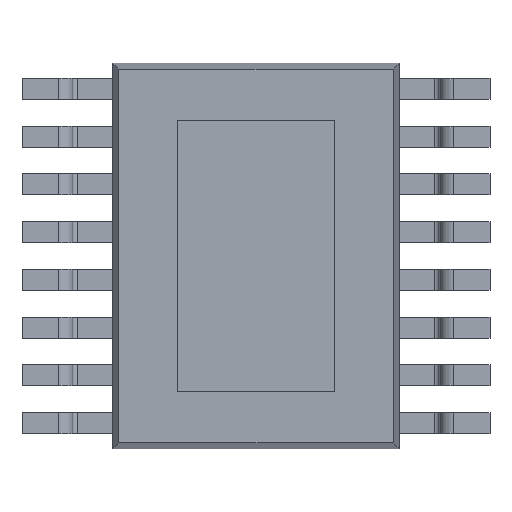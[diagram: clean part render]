
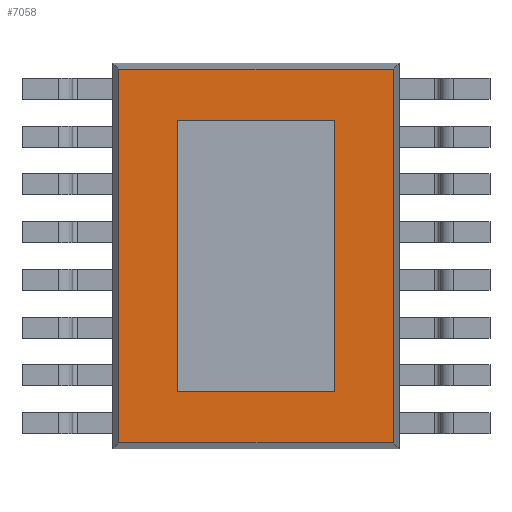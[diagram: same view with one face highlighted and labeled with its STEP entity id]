
A CAD part, front view. The second image highlights one B-rep face of the part: STEP entity #7058.
In plain terms, the highlighted planar face has unit normal (0, -1, 0).
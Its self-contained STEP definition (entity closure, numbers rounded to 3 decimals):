
#159 = EDGE_LOOP ( 'NONE', ( #5971, #1851, #4906, #1358 ) ) ;
#161 = DIRECTION ( 'NONE',  ( 0., -1., 0. ) ) ;
#452 = VECTOR ( 'NONE', #6183, 1000. ) ;
#881 = CARTESIAN_POINT ( 'NONE',  ( 0.826, 0.11, 1.423 ) ) ;
#935 = DIRECTION ( 'NONE',  ( 0., 0., -1. ) ) ;
#1001 = EDGE_CURVE ( 'NONE', #3144, #3805, #1053, .T. ) ;
#1053 = LINE ( 'NONE', #5890, #3397 ) ;
#1202 = LINE ( 'NONE', #881, #452 ) ;
#1240 = VERTEX_POINT ( 'NONE', #2102 ) ;
#1289 = VECTOR ( 'NONE', #935, 1000. ) ;
#1303 = VERTEX_POINT ( 'NONE', #2629 ) ;
#1358 = ORIENTED_EDGE ( 'NONE', *, *, #7406, .T. ) ;
#1418 = CARTESIAN_POINT ( 'NONE',  ( 0., 0.11, 0. ) ) ;
#1653 = EDGE_CURVE ( 'NONE', #1240, #3026, #6243, .T. ) ;
#1771 = VECTOR ( 'NONE', #3896, 1000. ) ;
#1781 = DIRECTION ( 'NONE',  ( 0., 0., 1. ) ) ;
#1815 = CARTESIAN_POINT ( 'NONE',  ( -1.437, 0.11, -1.957 ) ) ;
#1851 = ORIENTED_EDGE ( 'NONE', *, *, #6408, .T. ) ;
#1882 = FACE_BOUND ( 'NONE', #6678, .T. ) ;
#1930 = VECTOR ( 'NONE', #4714, 1000. ) ;
#2102 = CARTESIAN_POINT ( 'NONE',  ( -0.826, 0.11, -1.422 ) ) ;
#2158 = EDGE_CURVE ( 'NONE', #5989, #4849, #4947, .T. ) ;
#2441 = LINE ( 'NONE', #2831, #7001 ) ;
#2535 = PLANE ( 'NONE',  #3985 ) ;
#2560 = ORIENTED_EDGE ( 'NONE', *, *, #3566, .F. ) ;
#2618 = CARTESIAN_POINT ( 'NONE',  ( 1.437, 0.11, -1.957 ) ) ;
#2629 = CARTESIAN_POINT ( 'NONE',  ( -0.826, 0.11, 1.423 ) ) ;
#2831 = CARTESIAN_POINT ( 'NONE',  ( -1.437, 0.11, 2.02 ) ) ;
#3026 = VERTEX_POINT ( 'NONE', #5324 ) ;
#3144 = VERTEX_POINT ( 'NONE', #3170 ) ;
#3170 = CARTESIAN_POINT ( 'NONE',  ( 1.437, 0.11, 1.957 ) ) ;
#3236 = CARTESIAN_POINT ( 'NONE',  ( -0.826, 0.11, -1.422 ) ) ;
#3278 = EDGE_CURVE ( 'NONE', #3026, #5662, #4741, .T. ) ;
#3397 = VECTOR ( 'NONE', #7028, 1000. ) ;
#3566 = EDGE_CURVE ( 'NONE', #1303, #1240, #7052, .T. ) ;
#3801 = CARTESIAN_POINT ( 'NONE',  ( -1.437, 0.11, 1.957 ) ) ;
#3805 = VERTEX_POINT ( 'NONE', #3801 ) ;
#3896 = DIRECTION ( 'NONE',  ( 1., 0., 0. ) ) ;
#3985 = AXIS2_PLACEMENT_3D ( 'NONE', #1418, #161, #4306 ) ;
#4042 = LINE ( 'NONE', #5336, #4696 ) ;
#4306 = DIRECTION ( 'NONE',  ( 0., 0., -1. ) ) ;
#4644 = ORIENTED_EDGE ( 'NONE', *, *, #4827, .F. ) ;
#4696 = VECTOR ( 'NONE', #1781, 1000. ) ;
#4714 = DIRECTION ( 'NONE',  ( 0., 0., 1. ) ) ;
#4741 = LINE ( 'NONE', #7673, #1930 ) ;
#4827 = EDGE_CURVE ( 'NONE', #5662, #1303, #1202, .T. ) ;
#4849 = VERTEX_POINT ( 'NONE', #2618 ) ;
#4906 = ORIENTED_EDGE ( 'NONE', *, *, #1001, .T. ) ;
#4947 = LINE ( 'NONE', #6255, #1771 ) ;
#5068 = ORIENTED_EDGE ( 'NONE', *, *, #1653, .F. ) ;
#5080 = CARTESIAN_POINT ( 'NONE',  ( 0.826, 0.11, -1.422 ) ) ;
#5190 = DIRECTION ( 'NONE',  ( 0., 0., -1. ) ) ;
#5324 = CARTESIAN_POINT ( 'NONE',  ( 0.826, 0.11, -1.422 ) ) ;
#5336 = CARTESIAN_POINT ( 'NONE',  ( 1.437, 0.11, -2.019 ) ) ;
#5662 = VERTEX_POINT ( 'NONE', #5705 ) ;
#5705 = CARTESIAN_POINT ( 'NONE',  ( 0.826, 0.11, 1.423 ) ) ;
#5890 = CARTESIAN_POINT ( 'NONE',  ( 1.5, 0.11, 1.957 ) ) ;
#5971 = ORIENTED_EDGE ( 'NONE', *, *, #2158, .T. ) ;
#5989 = VERTEX_POINT ( 'NONE', #1815 ) ;
#6076 = ORIENTED_EDGE ( 'NONE', *, *, #3278, .F. ) ;
#6183 = DIRECTION ( 'NONE',  ( -1., 0., 0. ) ) ;
#6243 = LINE ( 'NONE', #5080, #7193 ) ;
#6255 = CARTESIAN_POINT ( 'NONE',  ( -1.5, 0.11, -1.957 ) ) ;
#6408 = EDGE_CURVE ( 'NONE', #4849, #3144, #4042, .T. ) ;
#6678 = EDGE_LOOP ( 'NONE', ( #2560, #4644, #6076, #5068 ) ) ;
#7001 = VECTOR ( 'NONE', #5190, 1000. ) ;
#7028 = DIRECTION ( 'NONE',  ( -1., 0., 0. ) ) ;
#7052 = LINE ( 'NONE', #3236, #1289 ) ;
#7058 = ADVANCED_FACE ( 'NONE', ( #1882, #7659 ), #2535, .T. ) ;
#7193 = VECTOR ( 'NONE', #7469, 1000. ) ;
#7406 = EDGE_CURVE ( 'NONE', #3805, #5989, #2441, .T. ) ;
#7469 = DIRECTION ( 'NONE',  ( 1., 0., 0. ) ) ;
#7659 = FACE_OUTER_BOUND ( 'NONE', #159, .T. ) ;
#7673 = CARTESIAN_POINT ( 'NONE',  ( 0.826, 0.11, -1.422 ) ) ;
